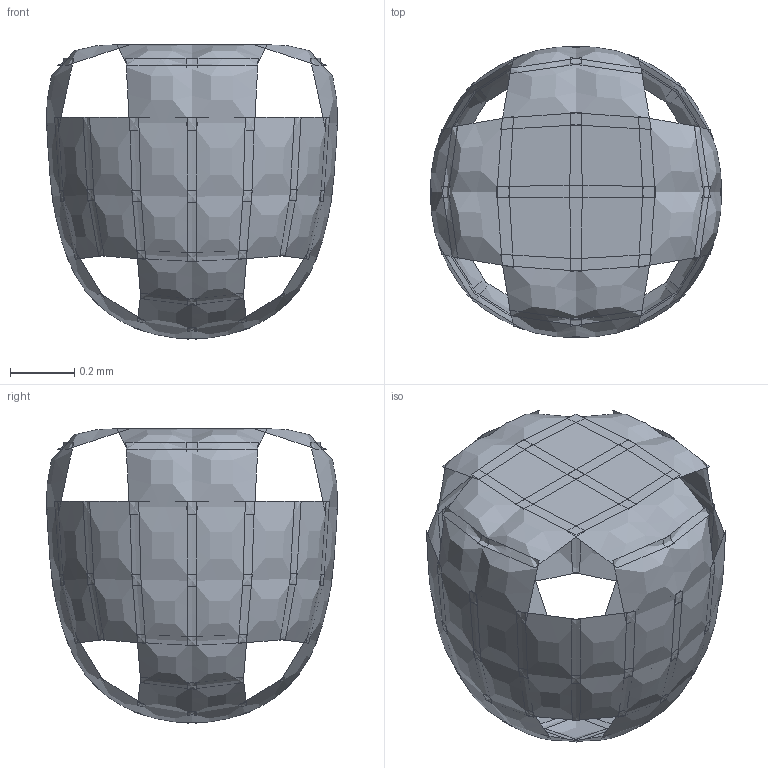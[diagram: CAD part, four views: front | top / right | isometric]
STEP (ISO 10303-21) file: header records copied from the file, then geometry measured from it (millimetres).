
FILE_DESCRIPTION(('Shape Data from Truck'), '2;1');
FILE_NAME('creased_cube.step', '2025-07-26 15:03:44.210916152', (('')), (('')), 'truck', '', '');
FILE_SCHEMA(('ISO-10303-042'));
Length unit declared in the file: millimetre
Bounding box: 0.91 x 0.91 x 0.91 mm (x, y, z)
Surface area: 3.3 mm2 (no closed solid volume)
Topology: 0 solids, 72 shells, 72 faces, 288 edges, 288 vertices
Faces by surface type: bspline 72
Entity records: 3469 total; most frequent: CARTESIAN_POINT 2016, ORIENTED_EDGE 288, EDGE_CURVE 288, VERTEX_POINT 288, B_SPLINE_CURVE_WITH_KNOTS 288, FACE_SURFACE 72, FACE_BOUND 72, EDGE_LOOP 72
